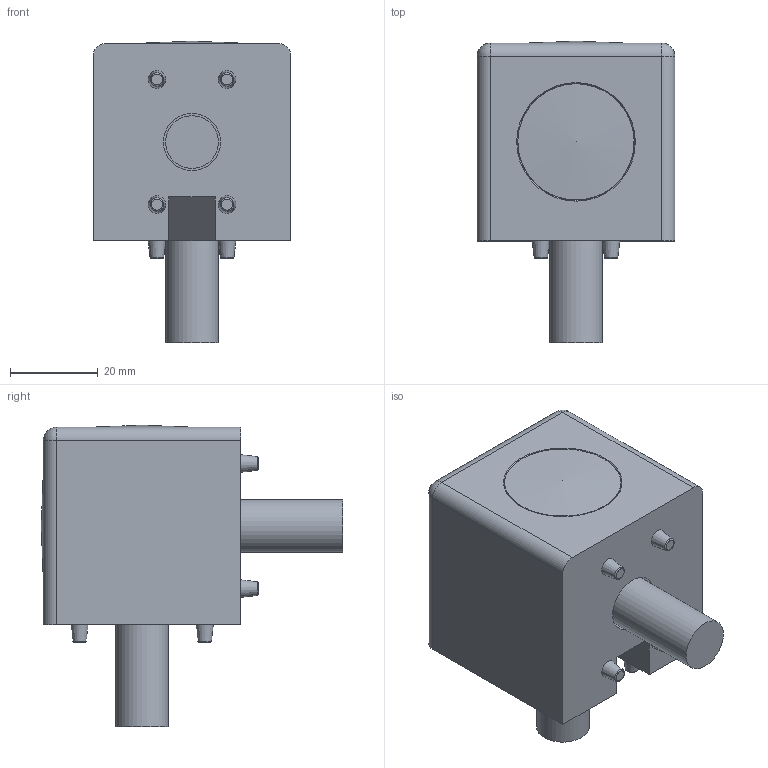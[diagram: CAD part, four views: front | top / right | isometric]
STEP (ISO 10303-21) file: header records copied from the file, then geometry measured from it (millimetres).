
FILE_DESCRIPTION(/* description */ ('STEP AP214'),/* implementation_level */ '2;1');
FILE_NAME(/* name */ '093WW453N10RS',/* time_stamp */ '2022-09-30T13:24:20+02:00',/* author */ ('License CC BY-ND 4.0'),/* organization */ ('CADENAS'),/* preprocessor_version */ 'ST-DEVELOPER v18.102',/* originating_system */ 'PARTsolutions',/* authorisation */ ' ');
FILE_SCHEMA (('AUTOMOTIVE_DESIGN {1 0 10303 214 3 1 1}'));
Length unit declared in the file: millimetre
Products named in the file (4): 093WW453N10RS; 093WW453N10RS_cap; 093WW453N10RS_screw; 093WW453N10RS_body
Assembly tree (5 placements, depth 2):
  093WW453N10RS
    093WW453N10RS_cap  x2
    093WW453N10RS_screw  x2
    093WW453N10RS_body
Bounding box: 45 x 68.65 x 68.65 mm (x, y, z)
Volume: 76081 mm3; surface area: 23565.1 mm2
Topology: 5 solids, 5 shells, 256 faces, 680 edges, 446 vertices
Faces by surface type: plane 153, cylinder 63, cone 22, torus 14, sphere 4
Full cylindrical faces by diameter (mm): 9.9 x2, 12 x2, 13 x2, 19.6 x2, 26.5 x2
Entity records: 4585 total; most frequent: CARTESIAN_POINT 999, DIRECTION 704, ORIENTED_EDGE 682, EDGE_CURVE 341, AXIS2_PLACEMENT_3D 261, VERTEX_POINT 241, EDGE_LOOP 208, FACE_BOUND 208
